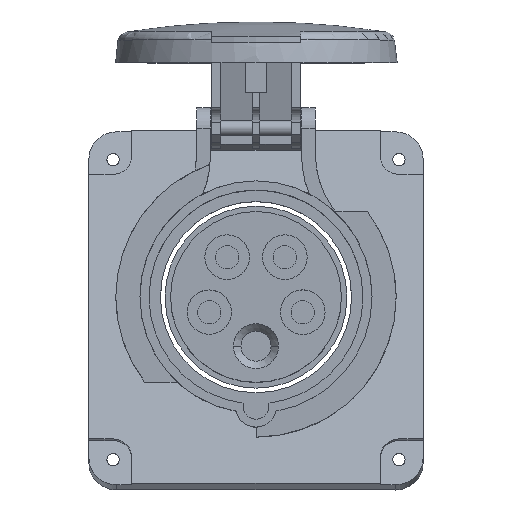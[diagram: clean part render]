
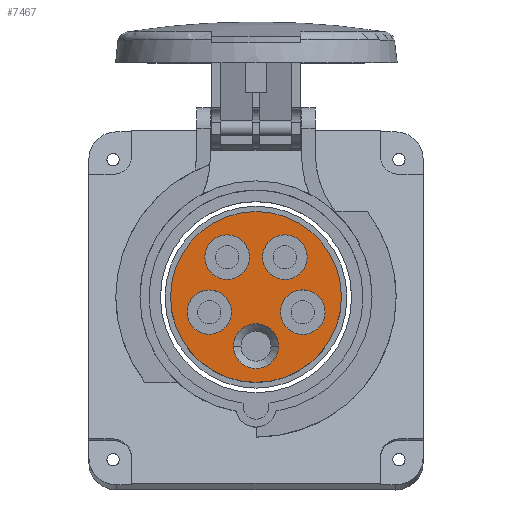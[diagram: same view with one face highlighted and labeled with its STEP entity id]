
A CAD part, top view. The second image highlights one B-rep face of the part: STEP entity #7467.
In plain terms, the highlighted planar face has unit normal (0, 0, 1).
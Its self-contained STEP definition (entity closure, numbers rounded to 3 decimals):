
#6558=CARTESIAN_POINT('',(0.,0.,1.));
#6559=DIRECTION('',(0.,0.,-1.));
#6560=DIRECTION('',(0.,-1.,0.));
#6561=AXIS2_PLACEMENT_3D('',#6558,#6559,#6560);
#6563=CARTESIAN_POINT('',(0.,0.,1.));
#6564=DIRECTION('',(0.,0.,-1.));
#6565=DIRECTION('',(0.,1.,0.));
#6566=AXIS2_PLACEMENT_3D('',#6563,#6564,#6565);
#6568=CARTESIAN_POINT('',(-12.601,-4.094,1.));
#6569=DIRECTION('',(0.,0.,1.));
#6570=DIRECTION('',(1.,0.,0.));
#6571=AXIS2_PLACEMENT_3D('',#6568,#6569,#6570);
#6573=CARTESIAN_POINT('',(-12.601,-4.094,1.));
#6574=DIRECTION('',(0.,0.,1.));
#6575=DIRECTION('',(-1.,0.,0.));
#6576=AXIS2_PLACEMENT_3D('',#6573,#6574,#6575);
#6578=CARTESIAN_POINT('',(-7.788,10.719,1.));
#6579=DIRECTION('',(0.,0.,1.));
#6580=DIRECTION('',(1.,0.,0.));
#6581=AXIS2_PLACEMENT_3D('',#6578,#6579,#6580);
#6583=CARTESIAN_POINT('',(-7.788,10.719,1.));
#6584=DIRECTION('',(0.,0.,1.));
#6585=DIRECTION('',(-1.,0.,0.));
#6586=AXIS2_PLACEMENT_3D('',#6583,#6584,#6585);
#6588=CARTESIAN_POINT('',(7.788,10.719,1.));
#6589=DIRECTION('',(0.,0.,1.));
#6590=DIRECTION('',(1.,0.,0.));
#6591=AXIS2_PLACEMENT_3D('',#6588,#6589,#6590);
#6593=CARTESIAN_POINT('',(7.788,10.719,1.));
#6594=DIRECTION('',(0.,0.,1.));
#6595=DIRECTION('',(-1.,0.,0.));
#6596=AXIS2_PLACEMENT_3D('',#6593,#6594,#6595);
#6598=CARTESIAN_POINT('',(12.601,-4.094,1.));
#6599=DIRECTION('',(0.,0.,1.));
#6600=DIRECTION('',(1.,0.,0.));
#6601=AXIS2_PLACEMENT_3D('',#6598,#6599,#6600);
#6603=CARTESIAN_POINT('',(12.601,-4.094,1.));
#6604=DIRECTION('',(0.,0.,1.));
#6605=DIRECTION('',(-1.,0.,0.));
#6606=AXIS2_PLACEMENT_3D('',#6603,#6604,#6605);
#6608=CARTESIAN_POINT('',(0.,-13.25,1.));
#6609=DIRECTION('',(0.,0.,1.));
#6610=DIRECTION('',(-1.,0.,0.));
#6611=AXIS2_PLACEMENT_3D('',#6608,#6609,#6610);
#6613=CARTESIAN_POINT('',(0.,-13.25,1.));
#6614=DIRECTION('',(0.,0.,1.));
#6615=DIRECTION('',(0.,-1.,0.));
#6616=AXIS2_PLACEMENT_3D('',#6613,#6614,#6615);
#6618=CARTESIAN_POINT('',(0.,-13.25,1.));
#6619=DIRECTION('',(0.,0.,1.));
#6620=DIRECTION('',(1.,0.,0.));
#6621=AXIS2_PLACEMENT_3D('',#6618,#6619,#6620);
#6623=CARTESIAN_POINT('',(0.,-13.25,1.));
#6624=DIRECTION('',(0.,0.,1.));
#6625=DIRECTION('',(0.,1.,0.));
#6626=AXIS2_PLACEMENT_3D('',#6623,#6624,#6625);
#7230=CARTESIAN_POINT('',(0.,-23.,1.));
#7231=CARTESIAN_POINT('',(0.,23.,1.));
#7232=VERTEX_POINT('',#7230);
#7233=VERTEX_POINT('',#7231);
#7234=CARTESIAN_POINT('',(-6.63,-4.094,1.));
#7235=CARTESIAN_POINT('',(-18.573,-4.094,1.));
#7236=VERTEX_POINT('',#7234);
#7237=VERTEX_POINT('',#7235);
#7238=CARTESIAN_POINT('',(-1.788,10.719,1.));
#7239=CARTESIAN_POINT('',(-13.788,10.719,1.));
#7240=VERTEX_POINT('',#7238);
#7241=VERTEX_POINT('',#7239);
#7242=CARTESIAN_POINT('',(13.788,10.719,1.));
#7243=CARTESIAN_POINT('',(1.788,10.719,1.));
#7244=VERTEX_POINT('',#7242);
#7245=VERTEX_POINT('',#7243);
#7246=CARTESIAN_POINT('',(18.601,-4.094,1.));
#7247=CARTESIAN_POINT('',(6.601,-4.094,1.));
#7248=VERTEX_POINT('',#7246);
#7249=VERTEX_POINT('',#7247);
#7250=CARTESIAN_POINT('',(-6.05,-13.25,1.));
#7251=CARTESIAN_POINT('',(0.,-19.3,1.));
#7252=VERTEX_POINT('',#7250);
#7253=VERTEX_POINT('',#7251);
#7254=CARTESIAN_POINT('',(6.05,-13.25,1.));
#7255=VERTEX_POINT('',#7254);
#7256=CARTESIAN_POINT('',(0.,-7.2,1.));
#7257=VERTEX_POINT('',#7256);
#7422=CARTESIAN_POINT('',(0.,0.,1.));
#7423=DIRECTION('',(0.,0.,-1.));
#7424=DIRECTION('',(0.,1.,0.));
#7425=AXIS2_PLACEMENT_3D('',#7422,#7423,#7424);
#7426=PLANE('',#7425);
#7428=ORIENTED_EDGE('',*,*,#7427,.T.);
#7430=ORIENTED_EDGE('',*,*,#7429,.T.);
#7431=EDGE_LOOP('',(#7428,#7430));
#7432=FACE_OUTER_BOUND('',#7431,.F.);
#7434=ORIENTED_EDGE('',*,*,#7433,.T.);
#7436=ORIENTED_EDGE('',*,*,#7435,.T.);
#7437=EDGE_LOOP('',(#7434,#7436));
#7438=FACE_BOUND('',#7437,.F.);
#7440=ORIENTED_EDGE('',*,*,#7439,.T.);
#7442=ORIENTED_EDGE('',*,*,#7441,.T.);
#7443=EDGE_LOOP('',(#7440,#7442));
#7444=FACE_BOUND('',#7443,.F.);
#7446=ORIENTED_EDGE('',*,*,#7445,.T.);
#7448=ORIENTED_EDGE('',*,*,#7447,.T.);
#7449=EDGE_LOOP('',(#7446,#7448));
#7450=FACE_BOUND('',#7449,.F.);
#7452=ORIENTED_EDGE('',*,*,#7451,.T.);
#7454=ORIENTED_EDGE('',*,*,#7453,.T.);
#7455=EDGE_LOOP('',(#7452,#7454));
#7456=FACE_BOUND('',#7455,.F.);
#7458=ORIENTED_EDGE('',*,*,#7457,.T.);
#7460=ORIENTED_EDGE('',*,*,#7459,.T.);
#7462=ORIENTED_EDGE('',*,*,#7461,.T.);
#7464=ORIENTED_EDGE('',*,*,#7463,.T.);
#7465=EDGE_LOOP('',(#7458,#7460,#7462,#7464));
#7466=FACE_BOUND('',#7465,.F.);
#7467=ADVANCED_FACE('',(#7432,#7438,#7444,#7450,#7456,#7466),#7426,.F.);
#6562=CIRCLE('',#6561,23.);
#6567=CIRCLE('',#6566,23.);
#6572=CIRCLE('',#6571,5.972);
#6577=CIRCLE('',#6576,5.972);
#6582=CIRCLE('',#6581,6.);
#6587=CIRCLE('',#6586,6.);
#6592=CIRCLE('',#6591,6.);
#6597=CIRCLE('',#6596,6.);
#6602=CIRCLE('',#6601,6.);
#6607=CIRCLE('',#6606,6.);
#6612=CIRCLE('',#6611,6.05);
#6617=CIRCLE('',#6616,6.05);
#6622=CIRCLE('',#6621,6.05);
#6627=CIRCLE('',#6626,6.05);
#7427=EDGE_CURVE('',#7232,#7233,#6562,.T.);
#7429=EDGE_CURVE('',#7233,#7232,#6567,.T.);
#7433=EDGE_CURVE('',#7236,#7237,#6572,.T.);
#7435=EDGE_CURVE('',#7237,#7236,#6577,.T.);
#7439=EDGE_CURVE('',#7240,#7241,#6582,.T.);
#7441=EDGE_CURVE('',#7241,#7240,#6587,.T.);
#7445=EDGE_CURVE('',#7244,#7245,#6592,.T.);
#7447=EDGE_CURVE('',#7245,#7244,#6597,.T.);
#7451=EDGE_CURVE('',#7248,#7249,#6602,.T.);
#7453=EDGE_CURVE('',#7249,#7248,#6607,.T.);
#7457=EDGE_CURVE('',#7252,#7253,#6612,.T.);
#7459=EDGE_CURVE('',#7253,#7255,#6617,.T.);
#7461=EDGE_CURVE('',#7255,#7257,#6622,.T.);
#7463=EDGE_CURVE('',#7257,#7252,#6627,.T.);
